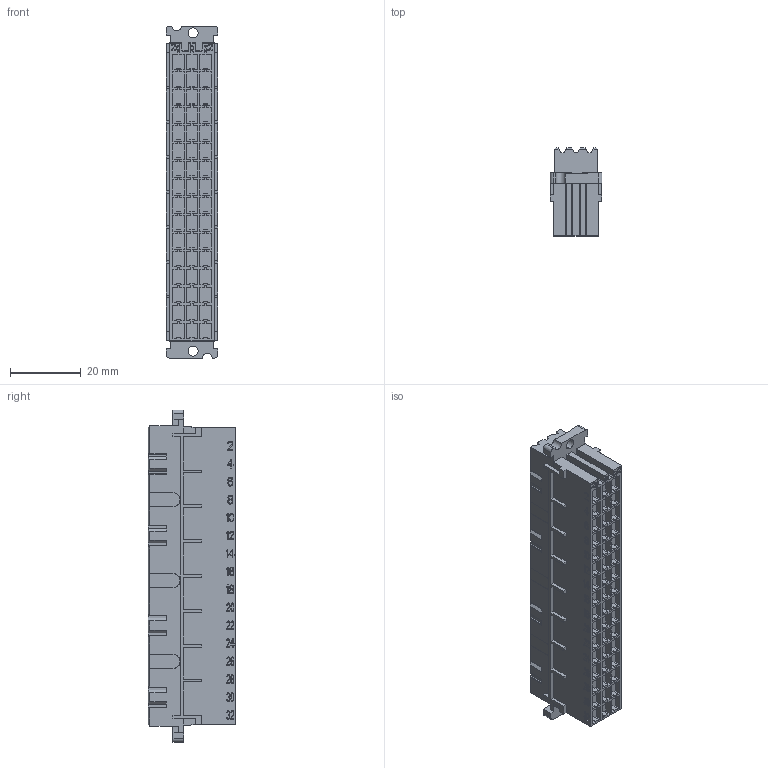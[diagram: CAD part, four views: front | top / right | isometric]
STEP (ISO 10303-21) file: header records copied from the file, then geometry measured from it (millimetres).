
FILE_DESCRIPTION((''),'2;1');
FILE_NAME('BAN-F_21','2023-06-02T',('cc.ye'),(''),'PRO/ENGINEER BY PARAMETRIC TECHNOLOGY CORPORATION, 2010280','PRO/ENGINEER BY PARAMETRIC TECHNOLOGY CORPORATION, 2010280','');
FILE_SCHEMA(('AUTOMOTIVE_DESIGN { 1 0 10303 214 1 1 1 1 }'));
Products named in the file (1): BAN-F_21
Bounding box: 14.7 x 24.85 x 93.9 mm (x, y, z)
Volume: 24341.7 mm3; surface area: 12274.8 mm2
Topology: 1 solids, 33 shells, 2983 faces, 8450 edges, 5631 vertices
Faces by surface type: plane 2950, cylinder 33
Entity records: 94948 total; most frequent: CARTESIAN_POINT 17171, ORIENTED_EDGE 16900, DIRECTION 14442, EDGE_CURVE 8450, VECTOR 8356, LINE 8356, VERTEX_POINT 5631, EDGE_LOOP 3085
